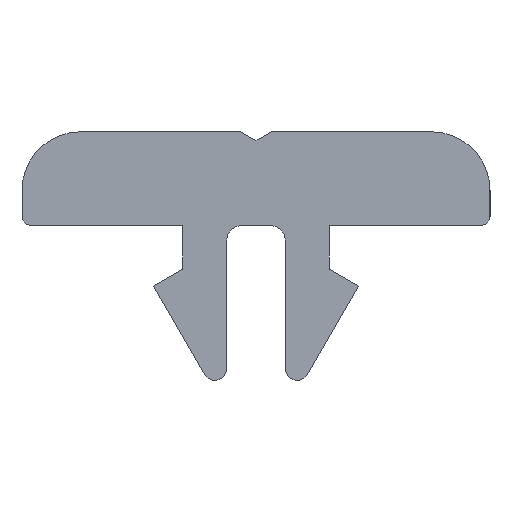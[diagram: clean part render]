
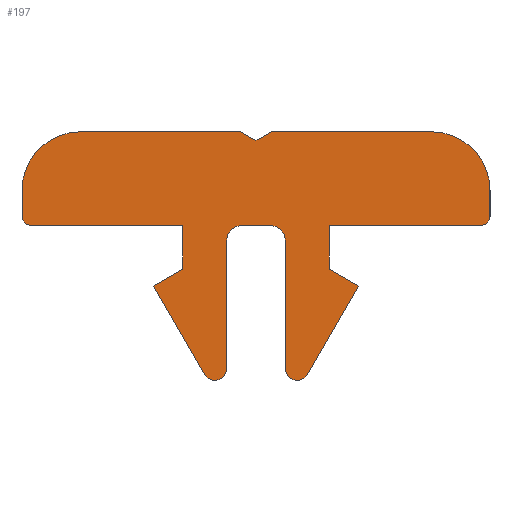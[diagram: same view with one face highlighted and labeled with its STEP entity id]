
A CAD part, left-side view. The second image highlights one B-rep face of the part: STEP entity #197.
In plain terms, the highlighted planar face has unit normal (-1, 0, 0).
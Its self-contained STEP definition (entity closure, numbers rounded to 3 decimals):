
#197=ADVANCED_FACE('',(#251),#252,.F.);
#251=FACE_OUTER_BOUND('',#305,.T.);
#252=PLANE('',#306);
#305=EDGE_LOOP('',(#510,#511,#512,#513,#514,#515,#516,#517,#518,#519,#520,#521,#522,#523,#524,#525,#526,#527,#528,#529,#530,#531,#532,#533,#534));
#306=AXIS2_PLACEMENT_3D('',#535,#536,#537);
#510=ORIENTED_EDGE('',*,*,#540,.F.);
#511=ORIENTED_EDGE('',*,*,#612,.F.);
#512=ORIENTED_EDGE('',*,*,#609,.F.);
#513=ORIENTED_EDGE('',*,*,#606,.F.);
#514=ORIENTED_EDGE('',*,*,#603,.F.);
#515=ORIENTED_EDGE('',*,*,#600,.F.);
#516=ORIENTED_EDGE('',*,*,#597,.F.);
#517=ORIENTED_EDGE('',*,*,#594,.F.);
#518=ORIENTED_EDGE('',*,*,#591,.F.);
#519=ORIENTED_EDGE('',*,*,#588,.F.);
#520=ORIENTED_EDGE('',*,*,#585,.F.);
#521=ORIENTED_EDGE('',*,*,#582,.F.);
#522=ORIENTED_EDGE('',*,*,#579,.F.);
#523=ORIENTED_EDGE('',*,*,#576,.F.);
#524=ORIENTED_EDGE('',*,*,#573,.F.);
#525=ORIENTED_EDGE('',*,*,#570,.F.);
#526=ORIENTED_EDGE('',*,*,#567,.F.);
#527=ORIENTED_EDGE('',*,*,#564,.F.);
#528=ORIENTED_EDGE('',*,*,#561,.F.);
#529=ORIENTED_EDGE('',*,*,#558,.F.);
#530=ORIENTED_EDGE('',*,*,#555,.F.);
#531=ORIENTED_EDGE('',*,*,#552,.F.);
#532=ORIENTED_EDGE('',*,*,#549,.F.);
#533=ORIENTED_EDGE('',*,*,#546,.F.);
#534=ORIENTED_EDGE('',*,*,#543,.F.);
#535=CARTESIAN_POINT('',(-250.0,0.5,-0.5));
#536=DIRECTION('',(1.0,0.0,0.0));
#537=DIRECTION('',(0.0,-1.0,0.0));
#540=EDGE_CURVE('',#616,#618,#619,.T.);
#543=EDGE_CURVE('',#618,#623,#624,.T.);
#546=EDGE_CURVE('',#623,#628,#629,.T.);
#549=EDGE_CURVE('',#628,#633,#634,.T.);
#552=EDGE_CURVE('',#633,#638,#639,.T.);
#555=EDGE_CURVE('',#638,#643,#644,.T.);
#558=EDGE_CURVE('',#643,#648,#649,.T.);
#561=EDGE_CURVE('',#648,#653,#654,.T.);
#564=EDGE_CURVE('',#653,#658,#659,.T.);
#567=EDGE_CURVE('',#658,#663,#664,.T.);
#570=EDGE_CURVE('',#663,#668,#669,.T.);
#573=EDGE_CURVE('',#668,#673,#674,.T.);
#576=EDGE_CURVE('',#673,#678,#679,.T.);
#579=EDGE_CURVE('',#678,#683,#684,.T.);
#582=EDGE_CURVE('',#683,#688,#689,.T.);
#585=EDGE_CURVE('',#688,#693,#694,.T.);
#588=EDGE_CURVE('',#693,#698,#699,.T.);
#591=EDGE_CURVE('',#698,#703,#704,.T.);
#594=EDGE_CURVE('',#703,#708,#709,.T.);
#597=EDGE_CURVE('',#708,#713,#714,.T.);
#600=EDGE_CURVE('',#713,#718,#719,.T.);
#603=EDGE_CURVE('',#718,#723,#724,.T.);
#606=EDGE_CURVE('',#723,#728,#729,.T.);
#609=EDGE_CURVE('',#728,#733,#734,.T.);
#612=EDGE_CURVE('',#733,#616,#737,.T.);
#616=VERTEX_POINT('',#742);
#618=VERTEX_POINT('',#745);
#619=LINE('',#746,#747);
#623=VERTEX_POINT('',#752);
#624=CIRCLE('',#753,0.5);
#628=VERTEX_POINT('',#759);
#629=LINE('',#760,#761);
#633=VERTEX_POINT('',#766);
#634=CIRCLE('',#767,0.405);
#638=VERTEX_POINT('',#773);
#639=LINE('',#774,#775);
#643=VERTEX_POINT('',#781);
#644=LINE('',#782,#783);
#648=VERTEX_POINT('',#789);
#649=LINE('',#790,#791);
#653=VERTEX_POINT('',#797);
#654=LINE('',#798,#799);
#658=VERTEX_POINT('',#804);
#659=CIRCLE('',#805,0.3);
#663=VERTEX_POINT('',#811);
#664=LINE('',#812,#813);
#668=VERTEX_POINT('',#818);
#669=CIRCLE('',#819,2.0);
#673=VERTEX_POINT('',#825);
#674=LINE('',#826,#827);
#678=VERTEX_POINT('',#833);
#679=LINE('',#834,#835);
#683=VERTEX_POINT('',#841);
#684=LINE('',#842,#843);
#688=VERTEX_POINT('',#849);
#689=LINE('',#850,#851);
#693=VERTEX_POINT('',#856);
#694=CIRCLE('',#857,2.0);
#698=VERTEX_POINT('',#863);
#699=LINE('',#864,#865);
#703=VERTEX_POINT('',#870);
#704=CIRCLE('',#871,0.3);
#708=VERTEX_POINT('',#877);
#709=LINE('',#878,#879);
#713=VERTEX_POINT('',#885);
#714=LINE('',#886,#887);
#718=VERTEX_POINT('',#893);
#719=LINE('',#894,#895);
#723=VERTEX_POINT('',#901);
#724=LINE('',#902,#903);
#728=VERTEX_POINT('',#908);
#729=CIRCLE('',#909,0.405);
#733=VERTEX_POINT('',#915);
#734=LINE('',#916,#917);
#737=CIRCLE('',#921,0.5);
#742=CARTESIAN_POINT('',(-250.0,-0.5,0.));
#745=CARTESIAN_POINT('',(-250.0,0.5,0.0));
#746=CARTESIAN_POINT('',(-250.0,0.,0.));
#747=VECTOR('',#924,1.0);
#752=CARTESIAN_POINT('',(-250.0,1.,-0.5));
#753=AXIS2_PLACEMENT_3D('',#929,#930,#931);
#759=CARTESIAN_POINT('',(-250.0,1.,-4.895));
#760=CARTESIAN_POINT('',(-250.0,1.,-2.697));
#761=VECTOR('',#934,1.0);
#766=CARTESIAN_POINT('',(-250.0,1.756,-5.097));
#767=AXIS2_PLACEMENT_3D('',#939,#940,#941);
#773=CARTESIAN_POINT('',(-250.0,3.5,-2.077));
#774=CARTESIAN_POINT('',(-250.0,2.628,-3.587));
#775=VECTOR('',#944,1.0);
#781=CARTESIAN_POINT('',(-250.0,2.5,-1.5));
#782=CARTESIAN_POINT('',(-250.0,3.,-1.789));
#783=VECTOR('',#947,1.0);
#789=CARTESIAN_POINT('',(-250.0,2.5,0.));
#790=CARTESIAN_POINT('',(-250.0,2.5,-0.75));
#791=VECTOR('',#950,1.0);
#797=CARTESIAN_POINT('',(-250.0,7.7,0.));
#798=CARTESIAN_POINT('',(-250.0,5.1,0.));
#799=VECTOR('',#953,1.0);
#804=CARTESIAN_POINT('',(-250.0,8.,0.3));
#805=AXIS2_PLACEMENT_3D('',#958,#959,#960);
#811=CARTESIAN_POINT('',(-250.0,8.,1.2));
#812=CARTESIAN_POINT('',(-250.0,8.,0.75));
#813=VECTOR('',#963,1.0);
#818=CARTESIAN_POINT('',(-250.0,6.,3.2));
#819=AXIS2_PLACEMENT_3D('',#968,#969,#970);
#825=CARTESIAN_POINT('',(-250.0,0.52,3.2));
#826=CARTESIAN_POINT('',(-250.0,3.26,3.2));
#827=VECTOR('',#973,1.0);
#833=CARTESIAN_POINT('',(-250.0,0.,2.9));
#834=CARTESIAN_POINT('',(-250.0,0.26,3.05));
#835=VECTOR('',#976,1.0);
#841=CARTESIAN_POINT('',(-250.0,-0.52,3.2));
#842=CARTESIAN_POINT('',(-250.0,-0.26,3.05));
#843=VECTOR('',#979,1.0);
#849=CARTESIAN_POINT('',(-250.0,-6.,3.2));
#850=CARTESIAN_POINT('',(-250.0,-3.26,3.2));
#851=VECTOR('',#982,1.0);
#856=CARTESIAN_POINT('',(-250.0,-8.,1.2));
#857=AXIS2_PLACEMENT_3D('',#987,#988,#989);
#863=CARTESIAN_POINT('',(-250.0,-8.,0.3));
#864=CARTESIAN_POINT('',(-250.0,-8.,0.75));
#865=VECTOR('',#992,1.0);
#870=CARTESIAN_POINT('',(-250.0,-7.7,0.));
#871=AXIS2_PLACEMENT_3D('',#997,#998,#999);
#877=CARTESIAN_POINT('',(-250.0,-2.5,0.));
#878=CARTESIAN_POINT('',(-250.0,-5.1,0.));
#879=VECTOR('',#1002,1.0);
#885=CARTESIAN_POINT('',(-250.0,-2.5,-1.5));
#886=CARTESIAN_POINT('',(-250.0,-2.5,-0.75));
#887=VECTOR('',#1005,1.0);
#893=CARTESIAN_POINT('',(-250.0,-3.5,-2.077));
#894=CARTESIAN_POINT('',(-250.0,-3.,-1.789));
#895=VECTOR('',#1008,1.0);
#901=CARTESIAN_POINT('',(-250.0,-1.756,-5.097));
#902=CARTESIAN_POINT('',(-250.0,-2.628,-3.587));
#903=VECTOR('',#1011,1.0);
#908=CARTESIAN_POINT('',(-250.0,-1.0,-4.895));
#909=AXIS2_PLACEMENT_3D('',#1016,#1017,#1018);
#915=CARTESIAN_POINT('',(-250.0,-1.0,-0.5));
#916=CARTESIAN_POINT('',(-250.0,-1.0,-2.697));
#917=VECTOR('',#1021,1.0);
#921=AXIS2_PLACEMENT_3D('',#1026,#1027,#1028);
#924=DIRECTION('',(0.0,1.0,0.));
#929=CARTESIAN_POINT('',(-250.0,0.5,-0.5));
#930=DIRECTION('',(-1.0,0.0,0.0));
#931=DIRECTION('',(0.0,1.0,0.));
#934=DIRECTION('',(0.0,0.,-1.0));
#939=CARTESIAN_POINT('',(-250.0,1.405,-4.895));
#940=DIRECTION('',(1.0,0.0,0.0));
#941=DIRECTION('',(0.0,1.0,0.));
#944=DIRECTION('',(0.0,0.5,0.866));
#947=DIRECTION('',(0.0,-0.866,0.5));
#950=DIRECTION('',(0.0,0.,1.0));
#953=DIRECTION('',(0.0,1.0,0.));
#958=CARTESIAN_POINT('',(-250.0,7.7,0.3));
#959=DIRECTION('',(1.0,0.0,0.0));
#960=DIRECTION('',(0.0,1.0,0.));
#963=DIRECTION('',(0.0,0.,1.0));
#968=CARTESIAN_POINT('',(-250.0,6.,1.2));
#969=DIRECTION('',(1.0,0.0,0.0));
#970=DIRECTION('',(0.0,1.0,0.));
#973=DIRECTION('',(0.0,-1.0,0.0));
#976=DIRECTION('',(0.0,-0.866,-0.5));
#979=DIRECTION('',(0.0,-0.866,0.5));
#982=DIRECTION('',(0.0,-1.0,0.0));
#987=CARTESIAN_POINT('',(-250.0,-6.,1.2));
#988=DIRECTION('',(1.0,0.0,0.0));
#989=DIRECTION('',(0.0,1.0,0.));
#992=DIRECTION('',(0.0,0.,-1.0));
#997=CARTESIAN_POINT('',(-250.0,-7.7,0.3));
#998=DIRECTION('',(1.0,0.0,0.0));
#999=DIRECTION('',(0.0,1.0,0.));
#1002=DIRECTION('',(0.0,1.0,0.));
#1005=DIRECTION('',(0.0,0.,-1.0));
#1008=DIRECTION('',(0.0,-0.866,-0.5));
#1011=DIRECTION('',(0.0,0.5,-0.866));
#1016=CARTESIAN_POINT('',(-250.0,-1.405,-4.895));
#1017=DIRECTION('',(1.0,0.0,0.0));
#1018=DIRECTION('',(0.0,1.0,0.));
#1021=DIRECTION('',(0.0,0.,1.0));
#1026=CARTESIAN_POINT('',(-250.0,-0.5,-0.5));
#1027=DIRECTION('',(-1.0,0.0,0.0));
#1028=DIRECTION('',(0.0,1.0,0.));
